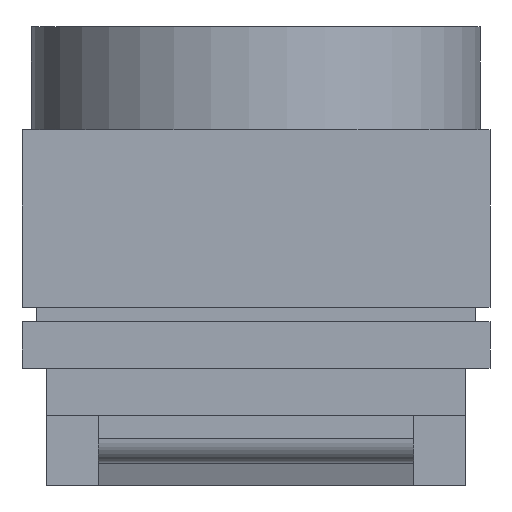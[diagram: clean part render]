
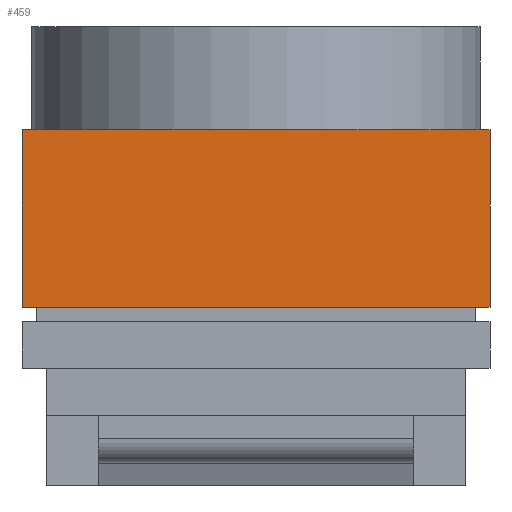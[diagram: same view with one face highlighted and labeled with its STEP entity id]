
A CAD part, left-side view. The second image highlights one B-rep face of the part: STEP entity #459.
In plain terms, the highlighted planar face has unit normal (-1, 0, 0).
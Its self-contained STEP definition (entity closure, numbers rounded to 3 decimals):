
#459 = ADVANCED_FACE( '', ( #1089 ), #1090, .F. );
#1089 = FACE_OUTER_BOUND( '', #1925, .T. );
#1090 = PLANE( '', #1926 );
#1925 = EDGE_LOOP( '', ( #3364, #3365, #3366, #3367 ) );
#1926 = AXIS2_PLACEMENT_3D( '', #3368, #3369, #3370 );
#3364 = ORIENTED_EDGE( '', *, *, #5737, .F. );
#3365 = ORIENTED_EDGE( '', *, *, #5738, .T. );
#3366 = ORIENTED_EDGE( '', *, *, #5739, .T. );
#3367 = ORIENTED_EDGE( '', *, *, #5349, .F. );
#3368 = CARTESIAN_POINT( '', ( -5., 5., 6. ) );
#3369 = DIRECTION( '', ( 1., 0., 0. ) );
#3370 = DIRECTION( '', ( 0., 0., -1. ) );
#5349 = EDGE_CURVE( '', #6294, #6289, #6296, .T. );
#5737 = EDGE_CURVE( '', #6946, #6294, #6947, .T. );
#5738 = EDGE_CURVE( '', #6946, #6948, #6949, .T. );
#5739 = EDGE_CURVE( '', #6948, #6289, #6950, .T. );
#6289 = VERTEX_POINT( '', #7716 );
#6294 = VERTEX_POINT( '', #7723 );
#6296 = LINE( '', #7726, #7727 );
#6946 = VERTEX_POINT( '', #9055 );
#6947 = LINE( '', #9056, #9057 );
#6948 = VERTEX_POINT( '', #9058 );
#6949 = LINE( '', #9059, #9060 );
#6950 = LINE( '', #9061, #9062 );
#7716 = CARTESIAN_POINT( '', ( -5., -5., 0. ) );
#7723 = CARTESIAN_POINT( '', ( -5., -5., 3.8 ) );
#7726 = CARTESIAN_POINT( '', ( -5., -5., 6. ) );
#7727 = VECTOR( '', #10620, 1000. );
#9055 = CARTESIAN_POINT( '', ( -5., 5., 3.8 ) );
#9056 = CARTESIAN_POINT( '', ( -5., 5., 3.8 ) );
#9057 = VECTOR( '', #10822, 1000. );
#9058 = CARTESIAN_POINT( '', ( -5., 5., 0. ) );
#9059 = CARTESIAN_POINT( '', ( -5., 5., 6. ) );
#9060 = VECTOR( '', #10823, 1000. );
#9061 = CARTESIAN_POINT( '', ( -5., 5., 0. ) );
#9062 = VECTOR( '', #10824, 1000. );
#10620 = DIRECTION( '', ( 0., 0., -1. ) );
#10822 = DIRECTION( '', ( 0., -1., 0. ) );
#10823 = DIRECTION( '', ( 0., 0., -1. ) );
#10824 = DIRECTION( '', ( 0., -1., 0. ) );
